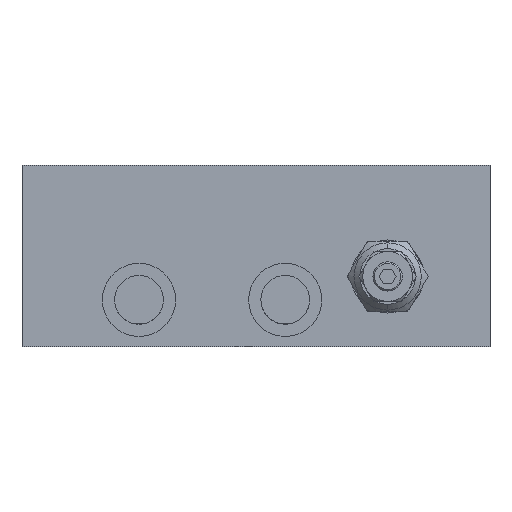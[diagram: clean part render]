
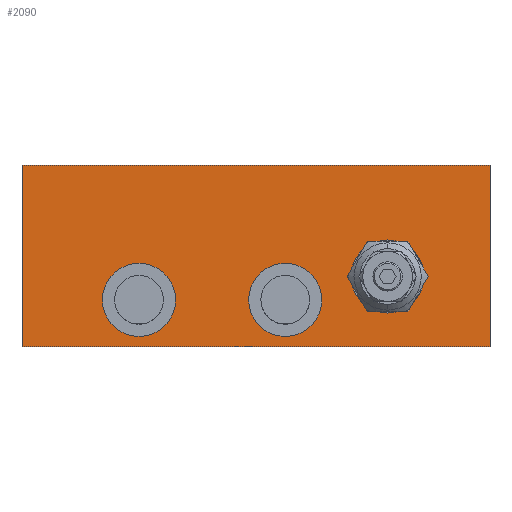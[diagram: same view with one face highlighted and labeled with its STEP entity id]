
A CAD part, left-side view. The second image highlights one B-rep face of the part: STEP entity #2090.
In plain terms, the highlighted planar face has unit normal (-1, 0, 0).
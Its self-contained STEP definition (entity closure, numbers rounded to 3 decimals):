
#1660 = EDGE_CURVE( '', #2744, #3982, #4918, .T. );
#1746 = VERTEX_POINT( '', #5025 );
#1748 = EDGE_CURVE( '', #3982, #2744, #5027, .T. );
#1846 = VERTEX_POINT( '', #5131 );
#2090 = ADVANCED_FACE( '', ( #5406, #5407, #5408, #5409 ), #5410, .F. );
#2176 = EDGE_CURVE( '', #1746, #1846, #5508, .T. );
#2190 = VERTEX_POINT( '', #5523 );
#2744 = VERTEX_POINT( '', #6135 );
#3078 = VERTEX_POINT( '', #6503 );
#3448 = VERTEX_POINT( '', #6910 );
#3568 = EDGE_CURVE( '', #2190, #3078, #7052, .T. );
#3982 = VERTEX_POINT( '', #7508 );
#4038 = EDGE_CURVE( '', #4330, #3448, #7572, .T. );
#4312 = EDGE_CURVE( '', #4698, #4602, #7883, .T. );
#4330 = VERTEX_POINT( '', #7903 );
#4342 = EDGE_CURVE( '', #1846, #4330, #7917, .T. );
#4374 = EDGE_CURVE( '', #1746, #3448, #7952, .T. );
#4528 = EDGE_CURVE( '', #4602, #4698, #8125, .T. );
#4602 = VERTEX_POINT( '', #8208 );
#4622 = EDGE_CURVE( '', #3078, #2190, #8231, .T. );
#4698 = VERTEX_POINT( '', #8312 );
#4918 = CIRCLE( '', #8569, 12.5 );
#5025 = CARTESIAN_POINT( '', ( 279., 160., 107. ) );
#5027 = CIRCLE( '', #8698, 12.5 );
#5131 = CARTESIAN_POINT( '', ( 279., 0., 107. ) );
#5406 = FACE_BOUND( '', #9315, .T. );
#5407 = FACE_BOUND( '', #9316, .T. );
#5408 = FACE_BOUND( '', #9317, .T. );
#5409 = FACE_OUTER_BOUND( '', #9318, .T. );
#5410 = PLANE( '', #9319 );
#5508 = LINE( '', #9440, #9441 );
#5523 = CARTESIAN_POINT( '', ( 279., 47.5, 69. ) );
#6135 = CARTESIAN_POINT( '', ( 279., 57.5, 61. ) );
#6503 = CARTESIAN_POINT( '', ( 279., 22.5, 69. ) );
#6910 = CARTESIAN_POINT( '', ( 279., 160., 45. ) );
#7052 = CIRCLE( '', #11882, 12.5 );
#7508 = CARTESIAN_POINT( '', ( 279., 82.5, 61. ) );
#7572 = LINE( '', #12711, #12712 );
#7883 = CIRCLE( '', #13154, 12.5 );
#7903 = CARTESIAN_POINT( '', ( 279., 0., 45. ) );
#7917 = LINE( '', #13212, #13213 );
#7952 = LINE( '', #13286, #13287 );
#8125 = CIRCLE( '', #13577, 12.5 );
#8208 = CARTESIAN_POINT( '', ( 279., 107.5, 61. ) );
#8231 = CIRCLE( '', #13710, 12.5 );
#8312 = CARTESIAN_POINT( '', ( 279., 132.5, 61. ) );
#8569 = AXIS2_PLACEMENT_3D( '', #14222, #14223, #14224 );
#8698 = AXIS2_PLACEMENT_3D( '', #14377, #14378, #14379 );
#9315 = EDGE_LOOP( '', ( #14800, #14801 ) );
#9316 = EDGE_LOOP( '', ( #14802, #14803 ) );
#9317 = EDGE_LOOP( '', ( #14804, #14805 ) );
#9318 = EDGE_LOOP( '', ( #14806, #14807, #14808, #14809 ) );
#9319 = AXIS2_PLACEMENT_3D( '', #14810, #14811, #14812 );
#9440 = CARTESIAN_POINT( '', ( 279., 80., 107. ) );
#9441 = VECTOR( '', #14942, 1. );
#11882 = AXIS2_PLACEMENT_3D( '', #16709, #16710, #16711 );
#12711 = CARTESIAN_POINT( '', ( 279., 80., 45. ) );
#12712 = VECTOR( '', #17317, 1. );
#13154 = AXIS2_PLACEMENT_3D( '', #17691, #17692, #17693 );
#13212 = CARTESIAN_POINT( '', ( 279., 0., 76. ) );
#13213 = VECTOR( '', #17724, 1. );
#13286 = CARTESIAN_POINT( '', ( 279., 160., 76. ) );
#13287 = VECTOR( '', #17760, 1. );
#13577 = AXIS2_PLACEMENT_3D( '', #17973, #17974, #17975 );
#13710 = AXIS2_PLACEMENT_3D( '', #18103, #18104, #18105 );
#14222 = CARTESIAN_POINT( '', ( 279., 70., 61. ) );
#14223 = DIRECTION( '', ( 1., 0., 0. ) );
#14224 = DIRECTION( '', ( 0., 1., 0. ) );
#14377 = CARTESIAN_POINT( '', ( 279., 70., 61. ) );
#14378 = DIRECTION( '', ( 1., 0., 0. ) );
#14379 = DIRECTION( '', ( 0., 1., 0. ) );
#14800 = ORIENTED_EDGE( '', *, *, #4312, .T. );
#14801 = ORIENTED_EDGE( '', *, *, #4528, .T. );
#14802 = ORIENTED_EDGE( '', *, *, #1748, .T. );
#14803 = ORIENTED_EDGE( '', *, *, #1660, .T. );
#14804 = ORIENTED_EDGE( '', *, *, #3568, .T. );
#14805 = ORIENTED_EDGE( '', *, *, #4622, .T. );
#14806 = ORIENTED_EDGE( '', *, *, #4374, .T. );
#14807 = ORIENTED_EDGE( '', *, *, #4038, .F. );
#14808 = ORIENTED_EDGE( '', *, *, #4342, .F. );
#14809 = ORIENTED_EDGE( '', *, *, #2176, .F. );
#14810 = CARTESIAN_POINT( '', ( 279., 80., 76. ) );
#14811 = DIRECTION( '', ( 1., 0., 0. ) );
#14812 = DIRECTION( '', ( 0., 0., -1. ) );
#14942 = DIRECTION( '', ( 0., -1., 0. ) );
#16709 = CARTESIAN_POINT( '', ( 279., 35., 69. ) );
#16710 = DIRECTION( '', ( 1., 0., 0. ) );
#16711 = DIRECTION( '', ( 0., 1., 0. ) );
#17317 = DIRECTION( '', ( 0., 1., 0. ) );
#17691 = CARTESIAN_POINT( '', ( 279., 120., 61. ) );
#17692 = DIRECTION( '', ( 1., 0., 0. ) );
#17693 = DIRECTION( '', ( 0., 1., 0. ) );
#17724 = DIRECTION( '', ( 0., 0., -1. ) );
#17760 = DIRECTION( '', ( 0., 0., -1. ) );
#17973 = CARTESIAN_POINT( '', ( 279., 120., 61. ) );
#17974 = DIRECTION( '', ( 1., 0., 0. ) );
#17975 = DIRECTION( '', ( 0., 1., 0. ) );
#18103 = CARTESIAN_POINT( '', ( 279., 35., 69. ) );
#18104 = DIRECTION( '', ( 1., 0., 0. ) );
#18105 = DIRECTION( '', ( 0., 1., 0. ) );
